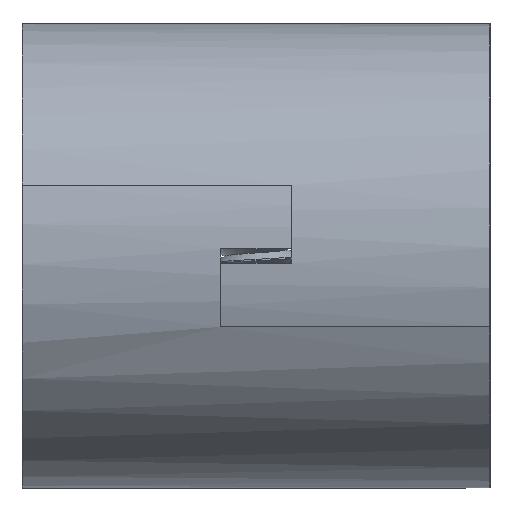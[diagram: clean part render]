
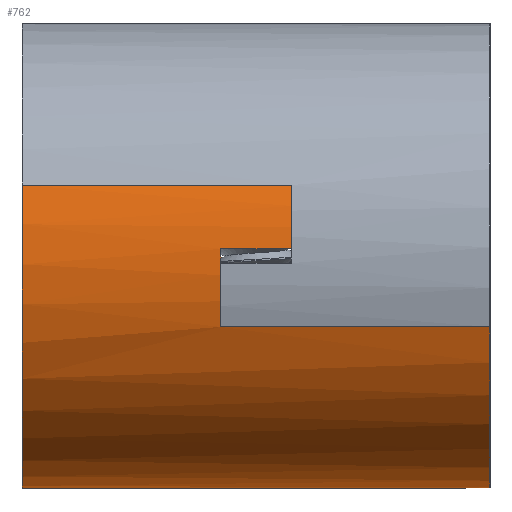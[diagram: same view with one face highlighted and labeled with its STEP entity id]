
A CAD part, left-side view. The second image highlights one B-rep face of the part: STEP entity #762.
In plain terms, the highlighted cylindrical face has radius 16.4 mm (diameter 32.8 mm), a partial arc.
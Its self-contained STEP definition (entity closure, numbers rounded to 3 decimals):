
#14=DIRECTION('',(0.,1.,0.));
#15=VECTOR('',#14,19.);
#16=CARTESIAN_POINT('',(-33.119,-16.5,-5.));
#17=LINE('',#16,#15);
#26=CARTESIAN_POINT('',(-17.5,-16.5,0.));
#27=DIRECTION('',(0.,-1.,0.));
#28=DIRECTION('',(-0.952,0.,-0.305));
#29=AXIS2_PLACEMENT_3D('',#26,#27,#28);
#31=DIRECTION('',(0.,1.,0.));
#32=VECTOR('',#31,23.);
#33=CARTESIAN_POINT('',(-4.819,-11.5,-10.4));
#34=LINE('',#33,#32);
#35=CARTESIAN_POINT('',(-17.5,16.5,0.));
#36=DIRECTION('',(0.,1.,0.));
#37=DIRECTION('',(0.944,0.,-0.329));
#38=AXIS2_PLACEMENT_3D('',#35,#36,#37);
#44=DIRECTION('',(0.,1.,0.));
#45=VECTOR('',#44,19.);
#46=CARTESIAN_POINT('',(-33.119,-2.5,5.));
#47=LINE('',#46,#45);
#80=CARTESIAN_POINT('',(-2.015,16.5,-5.4));
#81=CARTESIAN_POINT('',(-2.13,16.5,-5.733));
#82=CARTESIAN_POINT('',(-2.389,16.434,-6.405));
#83=CARTESIAN_POINT('',(-2.855,16.119,-7.409));
#84=CARTESIAN_POINT('',(-3.358,15.601,-8.324));
#85=CARTESIAN_POINT('',(-3.848,14.914,-9.1));
#86=CARTESIAN_POINT('',(-4.268,14.118,-9.696));
#87=CARTESIAN_POINT('',(-4.586,13.26,-10.112));
#88=CARTESIAN_POINT('',(-4.781,12.357,-10.354));
#89=CARTESIAN_POINT('',(-4.819,11.78,-10.4));
#90=CARTESIAN_POINT('',(-4.819,11.5,-10.4));
#110=CARTESIAN_POINT('',(-4.819,-11.5,-10.4));
#111=CARTESIAN_POINT('',(-4.819,-11.78,-10.4));
#112=CARTESIAN_POINT('',(-4.781,-12.357,
-10.354));
#113=CARTESIAN_POINT('',(-4.586,-13.26,
-10.112));
#114=CARTESIAN_POINT('',(-4.268,-14.118,
-9.696));
#115=CARTESIAN_POINT('',(-3.848,-14.914,
-9.1));
#116=CARTESIAN_POINT('',(-3.358,-15.601,
-8.324));
#117=CARTESIAN_POINT('',(-2.855,-16.119,
-7.409));
#118=CARTESIAN_POINT('',(-2.389,-16.434,
-6.405));
#119=CARTESIAN_POINT('',(-2.13,-16.5,-5.733));
#120=CARTESIAN_POINT('',(-2.015,-16.5,-5.4));
#538=CARTESIAN_POINT('',(-17.5,2.5,0.));
#539=DIRECTION('',(0.,1.,0.));
#540=DIRECTION('',(-0.952,0.,-0.305));
#541=AXIS2_PLACEMENT_3D('',#538,#539,#540);
#552=DIRECTION('',(0.,1.,0.));
#553=VECTOR('',#552,5.);
#554=CARTESIAN_POINT('',(-33.892,-2.5,0.5));
#555=LINE('',#554,#553);
#564=CARTESIAN_POINT('',(-17.5,-2.5,0.));
#565=DIRECTION('',(0.,1.,0.));
#566=DIRECTION('',(-1.,0.,0.03));
#567=AXIS2_PLACEMENT_3D('',#564,#565,#566);
#587=CARTESIAN_POINT('',(-4.819,11.5,-10.4));
#589=VERTEX_POINT('',#587);
#591=CARTESIAN_POINT('',(-2.015,16.5,-5.4));
#593=VERTEX_POINT('',#591);
#594=CARTESIAN_POINT('',(-4.819,-11.5,-10.4));
#596=VERTEX_POINT('',#594);
#598=CARTESIAN_POINT('',(-2.015,-16.5,-5.4));
#600=VERTEX_POINT('',#598);
#674=CARTESIAN_POINT('',(-33.119,-16.5,-5.));
#676=VERTEX_POINT('',#674);
#678=CARTESIAN_POINT('',(-33.119,16.5,5.));
#680=VERTEX_POINT('',#678);
#682=CARTESIAN_POINT('',(-33.119,-2.5,5.));
#683=VERTEX_POINT('',#682);
#684=CARTESIAN_POINT('',(-33.892,-2.5,0.5));
#685=VERTEX_POINT('',#684);
#686=CARTESIAN_POINT('',(-33.892,2.5,0.5));
#687=VERTEX_POINT('',#686);
#688=CARTESIAN_POINT('',(-33.119,2.5,-5.));
#689=VERTEX_POINT('',#688);
#737=CARTESIAN_POINT('',(-17.5,-16.5,0.));
#738=DIRECTION('',(0.,1.,0.));
#739=DIRECTION('',(1.,0.,0.));
#740=AXIS2_PLACEMENT_3D('',#737,#738,#739);
#741=CYLINDRICAL_SURFACE('',#740,16.4);
#743=ORIENTED_EDGE('',*,*,#742,.F.);
#745=ORIENTED_EDGE('',*,*,#744,.F.);
#747=ORIENTED_EDGE('',*,*,#746,.T.);
#749=ORIENTED_EDGE('',*,*,#748,.F.);
#750=ORIENTED_EDGE('',*,*,#728,.F.);
#751=ORIENTED_EDGE('',*,*,#717,.T.);
#753=ORIENTED_EDGE('',*,*,#752,.F.);
#755=ORIENTED_EDGE('',*,*,#754,.T.);
#757=ORIENTED_EDGE('',*,*,#756,.F.);
#759=ORIENTED_EDGE('',*,*,#758,.T.);
#760=EDGE_LOOP('',(#743,#745,#747,#749,#750,#751,#753,#755,#757,#759));
#761=FACE_OUTER_BOUND('',#760,.F.);
#762=ADVANCED_FACE('',(#761),#741,.T.);
#30=CIRCLE('',#29,16.4);
#39=CIRCLE('',#38,16.4);
#91=B_SPLINE_CURVE_WITH_KNOTS('',3,(#80,#81,#82,#83,#84,#85,#86,#87,#88,#89,
#90),.UNSPECIFIED.,.F.,.F.,(4,1,1,1,1,1,1,1,4),(0.,0.125,0.25,0.375,
0.5,0.625,0.75,0.875,1.),.UNSPECIFIED.);
#121=B_SPLINE_CURVE_WITH_KNOTS('',3,(#110,#111,#112,#113,#114,#115,#116,#117,
#118,#119,#120),.UNSPECIFIED.,.F.,.F.,(4,1,1,1,1,1,1,1,4),(0.,0.125,0.25,
0.375,0.5,0.625,0.75,0.875,1.),.UNSPECIFIED.);
#542=CIRCLE('',#541,16.4);
#568=CIRCLE('',#567,16.4);
#717=EDGE_CURVE('',#676,#600,#30,.T.);
#728=EDGE_CURVE('',#676,#689,#17,.T.);
#742=EDGE_CURVE('',#683,#680,#47,.T.);
#744=EDGE_CURVE('',#685,#683,#568,.T.);
#746=EDGE_CURVE('',#685,#687,#555,.T.);
#748=EDGE_CURVE('',#689,#687,#542,.T.);
#752=EDGE_CURVE('',#596,#600,#121,.T.);
#754=EDGE_CURVE('',#596,#589,#34,.T.);
#756=EDGE_CURVE('',#593,#589,#91,.T.);
#758=EDGE_CURVE('',#593,#680,#39,.T.);
